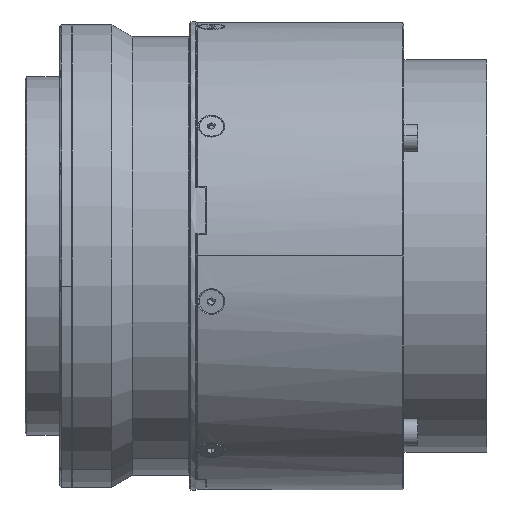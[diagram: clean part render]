
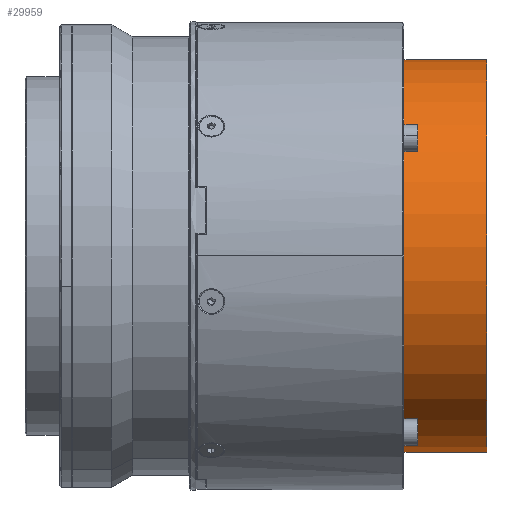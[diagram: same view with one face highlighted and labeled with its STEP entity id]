
A CAD part, front view. The second image highlights one B-rep face of the part: STEP entity #29959.
In plain terms, the highlighted cylindrical face has radius 40.3 mm (diameter 80.6 mm), a partial arc.
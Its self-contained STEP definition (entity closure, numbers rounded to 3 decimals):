
#318 = CIRCLE ( 'NONE', #20965, 40.3 ) ;
#2873 = AXIS2_PLACEMENT_3D ( 'NONE', #3153, #6042, #12936 ) ;
#3153 = CARTESIAN_POINT ( 'NONE',  ( -76.203, 0., 0. ) ) ;
#3164 = CARTESIAN_POINT ( 'NONE',  ( 36.105, 37.909, 13.674 ) ) ;
#3246 = VERTEX_POINT ( 'NONE', #20883 ) ;
#3795 = DIRECTION ( 'NONE',  ( 0., 1., 0. ) ) ;
#4418 = CYLINDRICAL_SURFACE ( 'NONE', #2873, 40.3 ) ;
#5610 = ORIENTED_EDGE ( 'NONE', *, *, #42545, .T. ) ;
#6042 = DIRECTION ( 'NONE',  ( 1., 0., 0. ) ) ;
#10020 = CIRCLE ( 'NONE', #27354, 40.3 ) ;
#12551 = VERTEX_POINT ( 'NONE', #18753 ) ;
#12936 = DIRECTION ( 'NONE',  ( 0., 1., 0. ) ) ;
#15225 = VERTEX_POINT ( 'NONE', #36154 ) ;
#16990 = DIRECTION ( 'NONE',  ( 0., -1., 0. ) ) ;
#17578 = CARTESIAN_POINT ( 'NONE',  ( -76.203, 33.078, -23.02 ) ) ;
#18753 = CARTESIAN_POINT ( 'NONE',  ( 53.305, 33.078, -23.02 ) ) ;
#18911 = DIRECTION ( 'NONE',  ( 1., 0., 0. ) ) ;
#19027 = EDGE_CURVE ( 'NONE', #15225, #12551, #318, .T. ) ;
#19994 = LINE ( 'NONE', #17578, #29188 ) ;
#20582 = CARTESIAN_POINT ( 'NONE',  ( 53.305, 0., 0. ) ) ;
#20883 = CARTESIAN_POINT ( 'NONE',  ( 36.105, 33.078, -23.02 ) ) ;
#20965 = AXIS2_PLACEMENT_3D ( 'NONE', #20582, #30881, #3795 ) ;
#21029 = CARTESIAN_POINT ( 'NONE',  ( 36.105, 0., 0. ) ) ;
#21209 = DIRECTION ( 'NONE',  ( 1., 0., 0. ) ) ;
#21572 = ORIENTED_EDGE ( 'NONE', *, *, #35726, .F. ) ;
#22849 = VERTEX_POINT ( 'NONE', #3164 ) ;
#24962 = ORIENTED_EDGE ( 'NONE', *, *, #19027, .F. ) ;
#25336 = EDGE_CURVE ( 'NONE', #3246, #12551, #19994, .T. ) ;
#27177 = ORIENTED_EDGE ( 'NONE', *, *, #25336, .T. ) ;
#27354 = AXIS2_PLACEMENT_3D ( 'NONE', #21029, #18911, #16990 ) ;
#29188 = VECTOR ( 'NONE', #21209, 1000. ) ;
#29959 = ADVANCED_FACE ( 'NONE', ( #41201 ), #4418, .T. ) ;
#30881 = DIRECTION ( 'NONE',  ( 1., 0., 0. ) ) ;
#32444 = VECTOR ( 'NONE', #40720, 1000. ) ;
#35726 = EDGE_CURVE ( 'NONE', #22849, #15225, #39481, .T. ) ;
#36154 = CARTESIAN_POINT ( 'NONE',  ( 53.305, 37.909, 13.674 ) ) ;
#37262 = CARTESIAN_POINT ( 'NONE',  ( -76.203, 37.909, 13.674 ) ) ;
#39481 = LINE ( 'NONE', #37262, #32444 ) ;
#40720 = DIRECTION ( 'NONE',  ( 1., 0., 0. ) ) ;
#41201 = FACE_OUTER_BOUND ( 'NONE', #42497, .T. ) ;
#42497 = EDGE_LOOP ( 'NONE', ( #24962, #21572, #5610, #27177 ) ) ;
#42545 = EDGE_CURVE ( 'NONE', #22849, #3246, #10020, .T. ) ;
